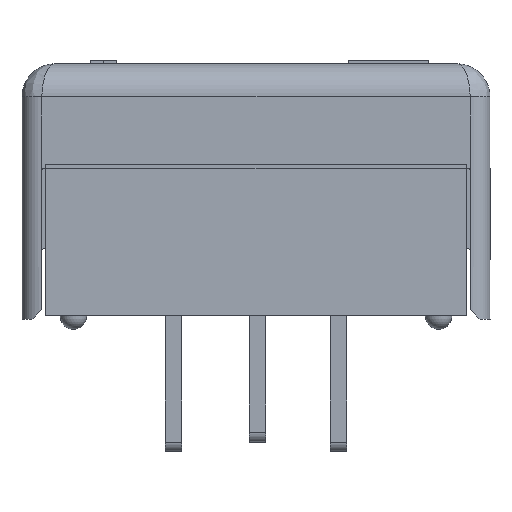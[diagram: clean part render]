
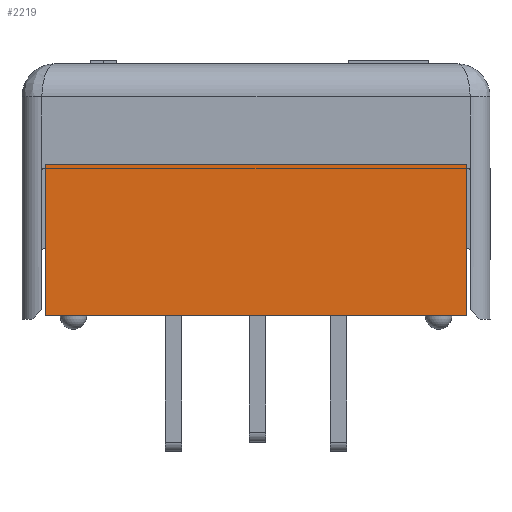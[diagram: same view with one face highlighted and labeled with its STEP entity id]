
A CAD part, front view. The second image highlights one B-rep face of the part: STEP entity #2219.
In plain terms, the highlighted planar face has unit normal (0, -1, 0).
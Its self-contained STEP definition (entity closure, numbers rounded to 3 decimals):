
#5=DIRECTION('',(1.,0.,0.));
#6=VECTOR('',#5,12.7);
#7=CARTESIAN_POINT('',(-6.35,-3.75,0.));
#8=LINE('',#7,#6);
#193=DIRECTION('',(0.,0.,1.));
#194=VECTOR('',#193,4.55);
#195=CARTESIAN_POINT('',(6.35,-3.75,0.));
#196=LINE('',#195,#194);
#241=DIRECTION('',(1.,0.,0.));
#242=VECTOR('',#241,12.7);
#243=CARTESIAN_POINT('',(-6.35,-3.75,4.55));
#244=LINE('',#243,#242);
#245=DIRECTION('',(0.,0.,1.));
#246=VECTOR('',#245,4.55);
#247=CARTESIAN_POINT('',(-6.35,-3.75,0.));
#248=LINE('',#247,#246);
#1452=CARTESIAN_POINT('',(-6.35,-3.75,0.));
#1454=VERTEX_POINT('',#1452);
#1455=CARTESIAN_POINT('',(6.35,-3.75,0.));
#1456=VERTEX_POINT('',#1455);
#1571=CARTESIAN_POINT('',(-6.35,-3.75,4.55));
#1573=VERTEX_POINT('',#1571);
#1579=CARTESIAN_POINT('',(6.35,-3.75,4.55));
#1580=VERTEX_POINT('',#1579);
#2207=CARTESIAN_POINT('',(-6.35,-3.75,0.));
#2208=DIRECTION('',(0.,-1.,0.));
#2209=DIRECTION('',(1.,0.,0.));
#2210=AXIS2_PLACEMENT_3D('',#2207,#2208,#2209);
#2211=PLANE('',#2210);
#2213=ORIENTED_EDGE('',*,*,#2212,.T.);
#2214=ORIENTED_EDGE('',*,*,#2116,.F.);
#2215=ORIENTED_EDGE('',*,*,#1902,.F.);
#2216=ORIENTED_EDGE('',*,*,#1960,.T.);
#2217=EDGE_LOOP('',(#2213,#2214,#2215,#2216));
#2218=FACE_OUTER_BOUND('',#2217,.F.);
#1902=EDGE_CURVE('',#1454,#1456,#8,.T.);
#1960=EDGE_CURVE('',#1454,#1573,#248,.T.);
#2116=EDGE_CURVE('',#1456,#1580,#196,.T.);
#2212=EDGE_CURVE('',#1573,#1580,#244,.T.);
#2219=ADVANCED_FACE('',(#2218),#2211,.T.);
